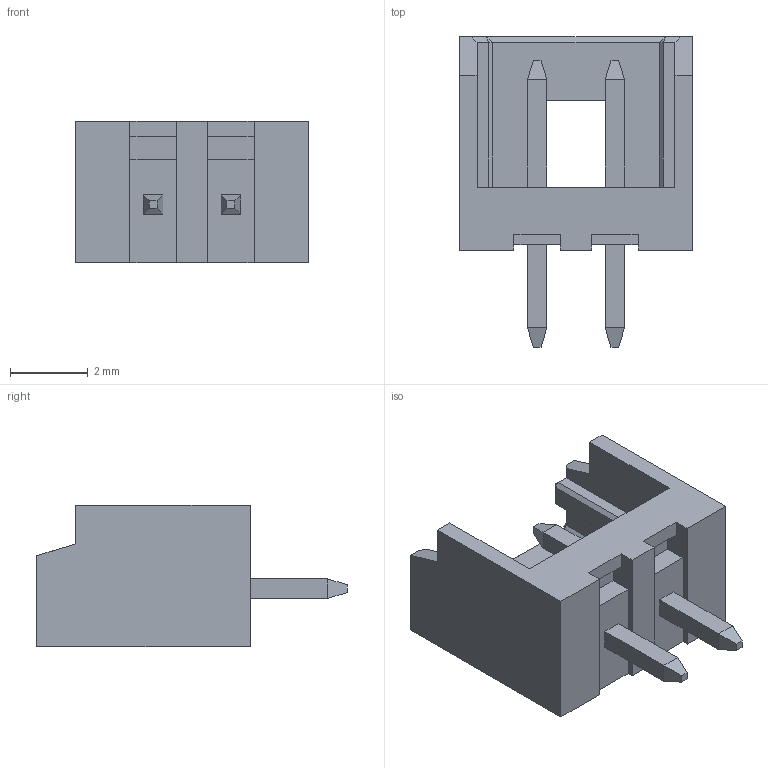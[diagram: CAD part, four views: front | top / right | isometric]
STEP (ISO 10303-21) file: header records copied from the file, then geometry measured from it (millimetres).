
FILE_DESCRIPTION(('FreeCAD Model'),'2;1');
FILE_NAME('_32530270_cp.step','2019-03-15T20:51:55',( 'kicad StepUp'),('ksu MCAD'),'Open CASCADE STEP processor 7.2', 'FreeCAD','Unknown');
FILE_SCHEMA(('AUTOMOTIVE_DESIGN { 1 0 10303 214 1 1 1 1 }'));
Length unit declared in the file: millimetre
Products named in the file (1): _32530270_cp
Bounding box: 6 x 8 x 3.65 mm (x, y, z)
Volume: 54.8 mm3; surface area: 202 mm2
Topology: 1 solids, 1 shells, 110 faces, 287 edges, 186 vertices
Faces by surface type: plane 110
Entity records: 4053 total; most frequent: CARTESIAN_POINT 584, ORIENTED_EDGE 566, DIRECTION 513, EDGE_CURVE 283, LINE 283, VECTOR 283, VERTEX_POINT 178, AXIS2_PLACEMENT_3D 115
